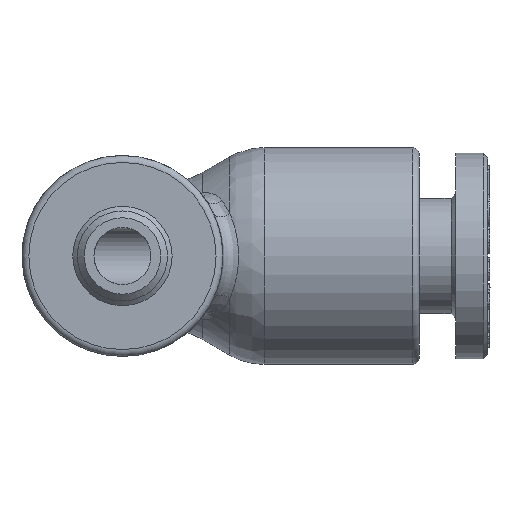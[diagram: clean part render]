
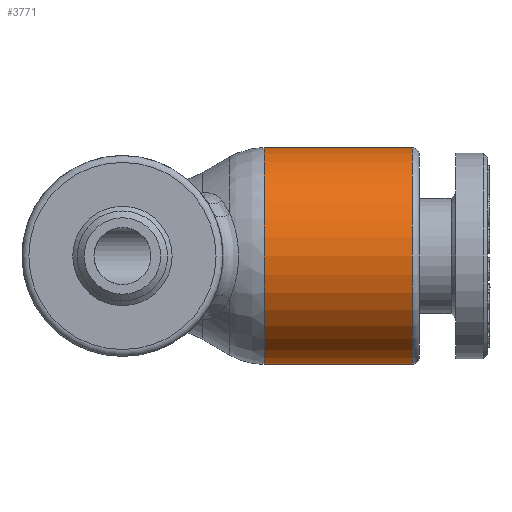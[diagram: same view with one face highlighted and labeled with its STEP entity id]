
A CAD part, front view. The second image highlights one B-rep face of the part: STEP entity #3771.
In plain terms, the highlighted cylindrical face has radius 4.75 mm (diameter 9.5 mm), a full revolution.
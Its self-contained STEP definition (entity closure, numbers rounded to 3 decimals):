
#36=CYLINDRICAL_SURFACE('',#3968,4.75);
#1907=ORIENTED_EDGE('',*,*,#2502,.T.);
#1908=ORIENTED_EDGE('',*,*,#2504,.T.);
#2502=EDGE_CURVE('',#2873,#2873,#2924,.T.);
#2504=EDGE_CURVE('',#2874,#2874,#2926,.T.);
#2873=VERTEX_POINT('',#9963);
#2874=VERTEX_POINT('',#9967);
#2924=CIRCLE('',#3964,4.75);
#2926=CIRCLE('',#3967,4.75);
#3172=EDGE_LOOP('',(#1907));
#3173=EDGE_LOOP('',(#1908));
#3431=FACE_BOUND('',#3172,.T.);
#3432=FACE_BOUND('',#3173,.T.);
#3771=ADVANCED_FACE('',(#3431,#3432),#36,.T.);
#3964=AXIS2_PLACEMENT_3D('',#9962,#4630,#4631);
#3967=AXIS2_PLACEMENT_3D('',#9966,#4636,#4637);
#3968=AXIS2_PLACEMENT_3D('',#9968,#4638,#4639);
#4630=DIRECTION('',(1.,0.,0.));
#4631=DIRECTION('',(0.,0.,-1.));
#4636=DIRECTION('',(-1.,0.,0.));
#4637=DIRECTION('',(0.,0.,1.));
#4638=DIRECTION('',(-1.,0.,0.));
#4639=DIRECTION('',(0.,0.,1.));
#9962=CARTESIAN_POINT('',(6.202,0.,0.));
#9963=CARTESIAN_POINT('',(6.202,0.,-4.75));
#9966=CARTESIAN_POINT('',(12.7,0.,0.));
#9967=CARTESIAN_POINT('',(12.7,0.,4.75));
#9968=CARTESIAN_POINT('',(-3.45,0.,0.));
